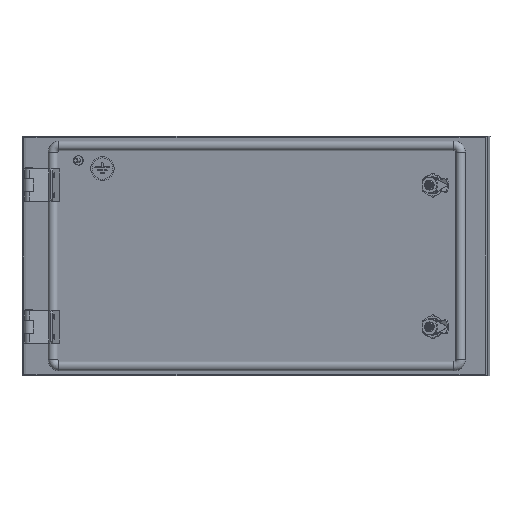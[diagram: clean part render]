
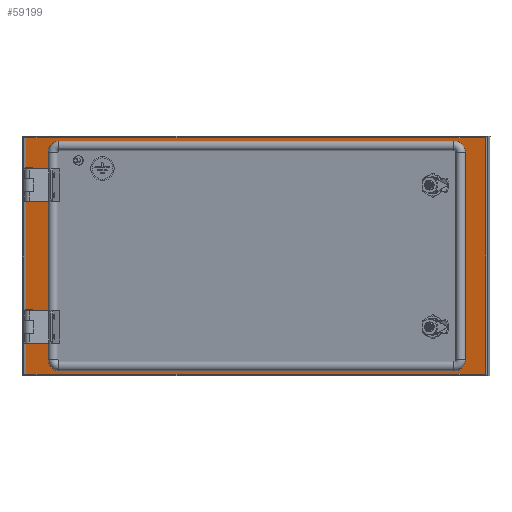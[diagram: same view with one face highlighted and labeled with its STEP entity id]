
A CAD part, left-side view. The second image highlights one B-rep face of the part: STEP entity #59199.
In plain terms, the highlighted planar face has unit normal (-0.966, 0.259, 0).
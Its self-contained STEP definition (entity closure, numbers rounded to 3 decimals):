
#923 = DIRECTION ( 'NONE',  ( 0.259, 0.966, 0. ) ) ;
#1304 = ORIENTED_EDGE ( 'NONE', *, *, #96697, .F. ) ;
#1759 = DIRECTION ( 'NONE',  ( 0.259, 0.966, 0. ) ) ;
#4685 = DIRECTION ( 'NONE',  ( 0., 0., 1. ) ) ;
#4806 = ORIENTED_EDGE ( 'NONE', *, *, #11544, .T. ) ;
#5068 = DIRECTION ( 'NONE',  ( -0.259, -0.966, 0. ) ) ;
#5252 = EDGE_CURVE ( 'NONE', #14927, #42889, #85960, .T. ) ;
#5515 = CARTESIAN_POINT ( 'NONE',  ( -88.23, -315.227, -121. ) ) ;
#6324 = ORIENTED_EDGE ( 'NONE', *, *, #68838, .T. ) ;
#7124 = DIRECTION ( 'NONE',  ( 0., 0., 1. ) ) ;
#8173 = PLANE ( 'NONE',  #52528 ) ;
#8208 = VERTEX_POINT ( 'NONE', #73023 ) ;
#10201 = CIRCLE ( 'NONE', #34911, 14. ) ;
#10250 = EDGE_CURVE ( 'NONE', #104054, #50959, #38343, .T. ) ;
#10405 = CIRCLE ( 'NONE', #100663, 14. ) ;
#11104 = CARTESIAN_POINT ( 'NONE',  ( -15.958, -45.233, -62.5 ) ) ;
#11171 = EDGE_CURVE ( 'NONE', #36610, #58326, #38132, .T. ) ;
#11544 = EDGE_CURVE ( 'NONE', #50959, #71650, #44107, .T. ) ;
#11872 = ORIENTED_EDGE ( 'NONE', *, *, #22164, .F. ) ;
#13375 = CARTESIAN_POINT ( 'NONE',  ( -22.94, -71.314, -103. ) ) ;
#14347 = LINE ( 'NONE', #5515, #107346 ) ;
#14384 = DIRECTION ( 'NONE',  ( -0.259, -0.966, 0. ) ) ;
#14837 = CARTESIAN_POINT ( 'NONE',  ( -88.23, -315.227, 25. ) ) ;
#14927 = VERTEX_POINT ( 'NONE', #39625 ) ;
#15947 = CIRCLE ( 'NONE', #93934, 0.5 ) ;
#16054 = VERTEX_POINT ( 'NONE', #84122 ) ;
#16282 = VECTOR ( 'NONE', #20547, 1000. ) ;
#16923 = VECTOR ( 'NONE', #923, 1000. ) ;
#18246 = AXIS2_PLACEMENT_3D ( 'NONE', #11104, #35484, #26611 ) ;
#20547 = DIRECTION ( 'NONE',  ( 0., 0., -1. ) ) ;
#20554 = DIRECTION ( 'NONE',  ( -0.966, 0.259, 0. ) ) ;
#20728 = CIRCLE ( 'NONE', #64993, 0.5 ) ;
#21279 = CARTESIAN_POINT ( 'NONE',  ( -19.32, -57.791, -103. ) ) ;
#21642 = DIRECTION ( 'NONE',  ( -0.966, 0.259, 0. ) ) ;
#22164 = EDGE_CURVE ( 'NONE', #94674, #56417, #15947, .T. ) ;
#22354 = CARTESIAN_POINT ( 'NONE',  ( -19.32, -57.791, 153. ) ) ;
#22375 = DIRECTION ( 'NONE',  ( 0., 0., -1. ) ) ;
#25846 = DIRECTION ( 'NONE',  ( 0.966, -0.259, 0. ) ) ;
#26611 = DIRECTION ( 'NONE',  ( -0.259, -0.966, 0. ) ) ;
#27682 = VECTOR ( 'NONE', #7124, 1000. ) ;
#28713 = AXIS2_PLACEMENT_3D ( 'NONE', #59969, #20554, #5068 ) ;
#29957 = CARTESIAN_POINT ( 'NONE',  ( -153.521, -559.14, -103. ) ) ;
#30089 = VECTOR ( 'NONE', #14384, 1000. ) ;
#30985 = LINE ( 'NONE', #90358, #30089 ) ;
#31489 = CARTESIAN_POINT ( 'NONE',  ( -19.32, -57.791, 25. ) ) ;
#32253 = CIRCLE ( 'NONE', #28713, 0.5 ) ;
#32715 = CARTESIAN_POINT ( 'NONE',  ( -15.829, -44.75, 112.5 ) ) ;
#33248 = DIRECTION ( 'NONE',  ( -0.966, 0.259, 0. ) ) ;
#34083 = CARTESIAN_POINT ( 'NONE',  ( -22.94, -71.314, 167. ) ) ;
#34911 = AXIS2_PLACEMENT_3D ( 'NONE', #29957, #21642, #55484 ) ;
#35002 = CARTESIAN_POINT ( 'NONE',  ( -11.821, -29.777, 25. ) ) ;
#35215 = VERTEX_POINT ( 'NONE', #58862 ) ;
#35444 = ORIENTED_EDGE ( 'NONE', *, *, #11171, .T. ) ;
#35479 = CARTESIAN_POINT ( 'NONE',  ( -22.94, -71.314, -117. ) ) ;
#35484 = DIRECTION ( 'NONE',  ( -0.966, 0.259, 0. ) ) ;
#36610 = VERTEX_POINT ( 'NONE', #22354 ) ;
#38132 = CIRCLE ( 'NONE', #87792, 14. ) ;
#38343 = LINE ( 'NONE', #46105, #107180 ) ;
#39625 = CARTESIAN_POINT ( 'NONE',  ( -22.94, -71.314, -117. ) ) ;
#40618 = EDGE_LOOP ( 'NONE', ( #1304, #6324, #35444, #93798, #99510, #54105, #92697, #65374 ) ) ;
#41927 = CIRCLE ( 'NONE', #101954, 14. ) ;
#42889 = VERTEX_POINT ( 'NONE', #62160 ) ;
#43756 = DIRECTION ( 'NONE',  ( 0.259, 0.966, 0. ) ) ;
#44107 = LINE ( 'NONE', #76865, #16923 ) ;
#46083 = CARTESIAN_POINT ( 'NONE',  ( -15.829, -44.75, -62.5 ) ) ;
#46105 = CARTESIAN_POINT ( 'NONE',  ( -164.64, -600.677, 25. ) ) ;
#46648 = DIRECTION ( 'NONE',  ( 0., 0., 1. ) ) ;
#50803 = FACE_BOUND ( 'NONE', #109595, .T. ) ;
#50959 = VERTEX_POINT ( 'NONE', #52388 ) ;
#52388 = CARTESIAN_POINT ( 'NONE',  ( -164.64, -600.677, 171. ) ) ;
#52528 = AXIS2_PLACEMENT_3D ( 'NONE', #14837, #25846, #102384 ) ;
#53208 = EDGE_CURVE ( 'NONE', #8208, #86617, #10405, .T. ) ;
#53438 = CARTESIAN_POINT ( 'NONE',  ( -153.521, -559.14, 153. ) ) ;
#53881 = VERTEX_POINT ( 'NONE', #21279 ) ;
#54105 = ORIENTED_EDGE ( 'NONE', *, *, #88877, .T. ) ;
#54254 = EDGE_CURVE ( 'NONE', #42889, #16054, #10201, .T. ) ;
#55484 = DIRECTION ( 'NONE',  ( 0., 0., -1. ) ) ;
#56417 = VERTEX_POINT ( 'NONE', #102354 ) ;
#58326 = VERTEX_POINT ( 'NONE', #34083 ) ;
#58584 = FACE_BOUND ( 'NONE', #73372, .T. ) ;
#58862 = CARTESIAN_POINT ( 'NONE',  ( -11.821, -29.777, -121. ) ) ;
#59011 = CIRCLE ( 'NONE', #18246, 0.5 ) ;
#59048 = VECTOR ( 'NONE', #22375, 1000. ) ;
#59199 = ADVANCED_FACE ( 'NONE', ( #109618, #50803, #58584, #82464 ), #8173, .F. ) ;
#59969 = CARTESIAN_POINT ( 'NONE',  ( -15.958, -45.233, 112.5 ) ) ;
#60043 = ORIENTED_EDGE ( 'NONE', *, *, #83006, .F. ) ;
#60528 = EDGE_CURVE ( 'NONE', #58326, #8208, #30985, .T. ) ;
#62149 = LINE ( 'NONE', #35002, #16282 ) ;
#62160 = CARTESIAN_POINT ( 'NONE',  ( -153.521, -559.14, -117. ) ) ;
#64036 = ORIENTED_EDGE ( 'NONE', *, *, #101278, .F. ) ;
#64993 = AXIS2_PLACEMENT_3D ( 'NONE', #79390, #105963, #69965 ) ;
#65374 = ORIENTED_EDGE ( 'NONE', *, *, #5252, .F. ) ;
#66470 = EDGE_CURVE ( 'NONE', #92055, #90197, #20728, .T. ) ;
#67024 = CARTESIAN_POINT ( 'NONE',  ( -16.087, -45.716, -62.5 ) ) ;
#68838 = EDGE_CURVE ( 'NONE', #53881, #36610, #89748, .T. ) ;
#69014 = ORIENTED_EDGE ( 'NONE', *, *, #10250, .T. ) ;
#69965 = DIRECTION ( 'NONE',  ( -0.259, -0.966, 0. ) ) ;
#70137 = VECTOR ( 'NONE', #96461, 1000. ) ;
#71650 = VERTEX_POINT ( 'NONE', #89121 ) ;
#73023 = CARTESIAN_POINT ( 'NONE',  ( -153.521, -559.14, 167. ) ) ;
#73372 = EDGE_LOOP ( 'NONE', ( #90298, #60043 ) ) ;
#73716 = ORIENTED_EDGE ( 'NONE', *, *, #94154, .T. ) ;
#75605 = EDGE_LOOP ( 'NONE', ( #100161, #73716, #69014, #4806 ) ) ;
#76865 = CARTESIAN_POINT ( 'NONE',  ( -88.23, -315.227, 171. ) ) ;
#77089 = EDGE_CURVE ( 'NONE', #71650, #35215, #62149, .T. ) ;
#79390 = CARTESIAN_POINT ( 'NONE',  ( -15.958, -45.233, -62.5 ) ) ;
#81156 = DIRECTION ( 'NONE',  ( 0.966, -0.259, 0. ) ) ;
#81165 = LINE ( 'NONE', #90044, #59048 ) ;
#82464 = FACE_BOUND ( 'NONE', #40618, .T. ) ;
#83006 = EDGE_CURVE ( 'NONE', #90197, #92055, #59011, .T. ) ;
#84122 = CARTESIAN_POINT ( 'NONE',  ( -157.141, -572.664, -103. ) ) ;
#85960 = LINE ( 'NONE', #35479, #70137 ) ;
#86617 = VERTEX_POINT ( 'NONE', #92014 ) ;
#87792 = AXIS2_PLACEMENT_3D ( 'NONE', #102631, #103171, #1759 ) ;
#88293 = CARTESIAN_POINT ( 'NONE',  ( -15.958, -45.233, 112.5 ) ) ;
#88877 = EDGE_CURVE ( 'NONE', #86617, #16054, #81165, .T. ) ;
#89121 = CARTESIAN_POINT ( 'NONE',  ( -11.821, -29.777, 171. ) ) ;
#89375 = DIRECTION ( 'NONE',  ( -0.259, -0.966, 0. ) ) ;
#89748 = LINE ( 'NONE', #31489, #27682 ) ;
#90044 = CARTESIAN_POINT ( 'NONE',  ( -157.141, -572.664, 153. ) ) ;
#90197 = VERTEX_POINT ( 'NONE', #46083 ) ;
#90298 = ORIENTED_EDGE ( 'NONE', *, *, #66470, .F. ) ;
#90358 = CARTESIAN_POINT ( 'NONE',  ( -22.94, -71.314, 167. ) ) ;
#92014 = CARTESIAN_POINT ( 'NONE',  ( -157.141, -572.664, 153. ) ) ;
#92055 = VERTEX_POINT ( 'NONE', #67024 ) ;
#92697 = ORIENTED_EDGE ( 'NONE', *, *, #54254, .F. ) ;
#93798 = ORIENTED_EDGE ( 'NONE', *, *, #60528, .T. ) ;
#93934 = AXIS2_PLACEMENT_3D ( 'NONE', #88293, #107102, #89375 ) ;
#94154 = EDGE_CURVE ( 'NONE', #35215, #104054, #14347, .T. ) ;
#94674 = VERTEX_POINT ( 'NONE', #32715 ) ;
#96461 = DIRECTION ( 'NONE',  ( -0.259, -0.966, 0. ) ) ;
#96697 = EDGE_CURVE ( 'NONE', #53881, #14927, #41927, .T. ) ;
#98957 = CARTESIAN_POINT ( 'NONE',  ( -164.64, -600.677, -121. ) ) ;
#99510 = ORIENTED_EDGE ( 'NONE', *, *, #53208, .T. ) ;
#100161 = ORIENTED_EDGE ( 'NONE', *, *, #77089, .T. ) ;
#100663 = AXIS2_PLACEMENT_3D ( 'NONE', #53438, #81156, #4685 ) ;
#101278 = EDGE_CURVE ( 'NONE', #56417, #94674, #32253, .T. ) ;
#101954 = AXIS2_PLACEMENT_3D ( 'NONE', #13375, #33248, #43756 ) ;
#102354 = CARTESIAN_POINT ( 'NONE',  ( -16.087, -45.716, 112.5 ) ) ;
#102384 = DIRECTION ( 'NONE',  ( 0.259, 0.966, 0. ) ) ;
#102631 = CARTESIAN_POINT ( 'NONE',  ( -22.94, -71.314, 153. ) ) ;
#103171 = DIRECTION ( 'NONE',  ( 0.966, -0.259, 0. ) ) ;
#104054 = VERTEX_POINT ( 'NONE', #98957 ) ;
#105963 = DIRECTION ( 'NONE',  ( -0.966, 0.259, 0. ) ) ;
#106376 = DIRECTION ( 'NONE',  ( -0.259, -0.966, 0. ) ) ;
#107102 = DIRECTION ( 'NONE',  ( -0.966, 0.259, 0. ) ) ;
#107180 = VECTOR ( 'NONE', #46648, 1000. ) ;
#107346 = VECTOR ( 'NONE', #106376, 1000. ) ;
#109595 = EDGE_LOOP ( 'NONE', ( #64036, #11872 ) ) ;
#109618 = FACE_OUTER_BOUND ( 'NONE', #75605, .T. ) ;
